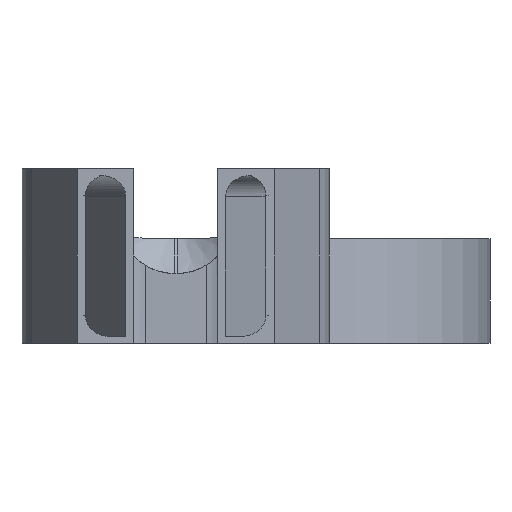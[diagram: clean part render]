
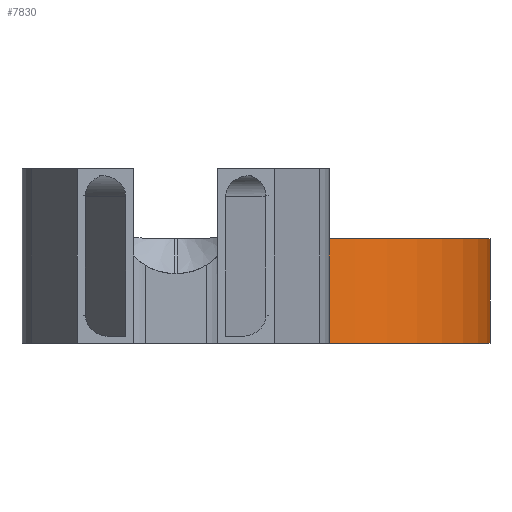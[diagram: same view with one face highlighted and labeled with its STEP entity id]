
A CAD part, front view. The second image highlights one B-rep face of the part: STEP entity #7830.
In plain terms, the highlighted cylindrical face has radius 30 mm (diameter 60 mm), a partial arc.
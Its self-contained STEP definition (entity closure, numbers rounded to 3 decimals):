
#257 = CARTESIAN_POINT ( 'NONE',  ( -15., 15., 0. ) ) ;
#312 = LINE ( 'NONE', #3669, #3574 ) ;
#418 = DIRECTION ( 'NONE',  ( 0., 0., -1. ) ) ;
#1333 = EDGE_LOOP ( 'NONE', ( #2102, #5788, #7566, #7855 ) ) ;
#1447 = DIRECTION ( 'NONE',  ( 0., 0., -1. ) ) ;
#1502 = FACE_OUTER_BOUND ( 'NONE', #1333, .T. ) ;
#2055 = DIRECTION ( 'NONE',  ( 0., 0., -1. ) ) ;
#2078 = CARTESIAN_POINT ( 'NONE',  ( 15., 15., 25. ) ) ;
#2102 = ORIENTED_EDGE ( 'NONE', *, *, #6568, .T. ) ;
#2107 = DIRECTION ( 'NONE',  ( 0., 1., 0. ) ) ;
#2345 = DIRECTION ( 'NONE',  ( -1., 0., 0. ) ) ;
#2428 = VERTEX_POINT ( 'NONE', #6143 ) ;
#2486 = VERTEX_POINT ( 'NONE', #257 ) ;
#2634 = VERTEX_POINT ( 'NONE', #2652 ) ;
#2652 = CARTESIAN_POINT ( 'NONE',  ( 10.199, -14.613, 15. ) ) ;
#2691 = CYLINDRICAL_SURFACE ( 'NONE', #3777, 30. ) ;
#2864 = CARTESIAN_POINT ( 'NONE',  ( -15., 15., 15. ) ) ;
#3213 = VECTOR ( 'NONE', #2055, 1000. ) ;
#3399 = EDGE_CURVE ( 'NONE', #2428, #2486, #6458, .T. ) ;
#3574 = VECTOR ( 'NONE', #418, 1000. ) ;
#3619 = EDGE_CURVE ( 'NONE', #7428, #2486, #312, .T. ) ;
#3669 = CARTESIAN_POINT ( 'NONE',  ( -15., 15., 25. ) ) ;
#3777 = AXIS2_PLACEMENT_3D ( 'NONE', #2078, #7700, #4657 ) ;
#3846 = AXIS2_PLACEMENT_3D ( 'NONE', #5447, #7954, #2345 ) ;
#4657 = DIRECTION ( 'NONE',  ( -1., 0., 0. ) ) ;
#4950 = EDGE_CURVE ( 'NONE', #2634, #2428, #6434, .T. ) ;
#5214 = CARTESIAN_POINT ( 'NONE',  ( 15., 15., 15. ) ) ;
#5447 = CARTESIAN_POINT ( 'NONE',  ( 15., 15., 0. ) ) ;
#5788 = ORIENTED_EDGE ( 'NONE', *, *, #4950, .T. ) ;
#6118 = CIRCLE ( 'NONE', #6518, 30. ) ;
#6143 = CARTESIAN_POINT ( 'NONE',  ( 10.199, -14.613, 0. ) ) ;
#6434 = LINE ( 'NONE', #7098, #3213 ) ;
#6458 = CIRCLE ( 'NONE', #3846, 30. ) ;
#6518 = AXIS2_PLACEMENT_3D ( 'NONE', #5214, #1447, #2107 ) ;
#6568 = EDGE_CURVE ( 'NONE', #7428, #2634, #6118, .T. ) ;
#7098 = CARTESIAN_POINT ( 'NONE',  ( 10.199, -14.613, 25. ) ) ;
#7428 = VERTEX_POINT ( 'NONE', #2864 ) ;
#7566 = ORIENTED_EDGE ( 'NONE', *, *, #3399, .T. ) ;
#7700 = DIRECTION ( 'NONE',  ( 0., 0., -1. ) ) ;
#7830 = ADVANCED_FACE ( 'NONE', ( #1502 ), #2691, .T. ) ;
#7855 = ORIENTED_EDGE ( 'NONE', *, *, #3619, .F. ) ;
#7954 = DIRECTION ( 'NONE',  ( 0., 0., 1. ) ) ;
